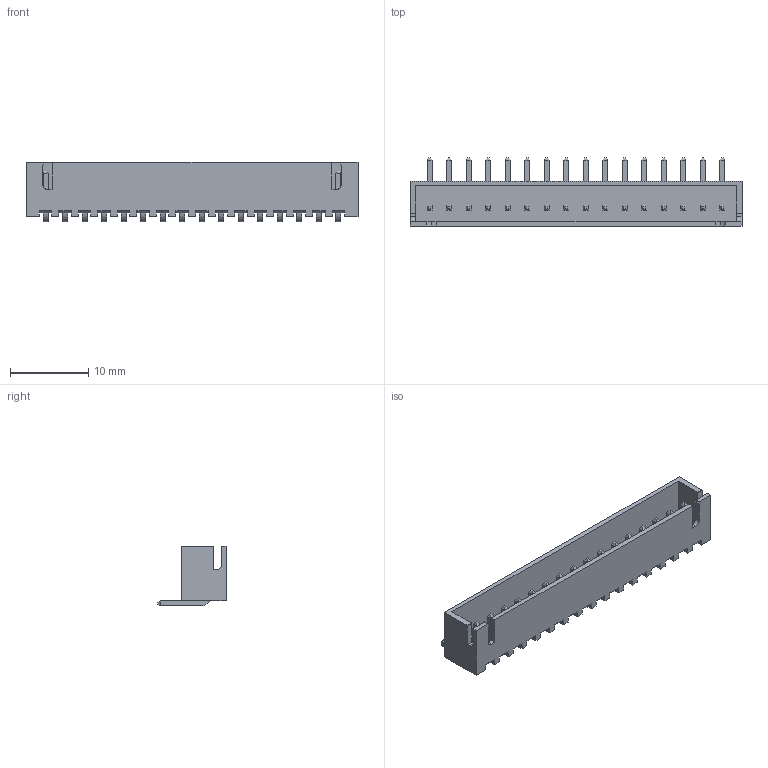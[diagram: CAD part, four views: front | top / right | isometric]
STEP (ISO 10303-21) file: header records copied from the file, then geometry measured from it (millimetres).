
FILE_DESCRIPTION(('FreeCAD Model'),'2;1');
FILE_NAME('Open CASCADE Shape Model','2024-12-31T18:34:34',(''),(''), 'Open CASCADE STEP processor 7.8','FreeCAD','Unknown');
FILE_SCHEMA(('AUTOMOTIVE_DESIGN { 1 0 10303 214 1 1 1 1 }'));
Length unit declared in the file: millimetre
Products named in the file (4): th_header_s16b_xh_a_knockoff; Body; Array; Body001
Assembly tree (18 placements, depth 3):
  th_header_s16b_xh_a_knockoff
    Body
    Array
      Body001  x16
Bounding box: 42.5 x 8.73 x 7.64 mm (x, y, z)
Volume: 672 mm3; surface area: 2242.8 mm2
Topology: 17 solids, 17 shells, 474 faces, 1224 edges, 784 vertices
Faces by surface type: plane 430, cylinder 44
Entity records: 7157 total; most frequent: CARTESIAN_POINT 1271, ORIENTED_EDGE 1248, DIRECTION 1098, EDGE_CURVE 624, LINE 596, VECTOR 596, VERTEX_POINT 424, AXIS2_PLACEMENT_3D 251
